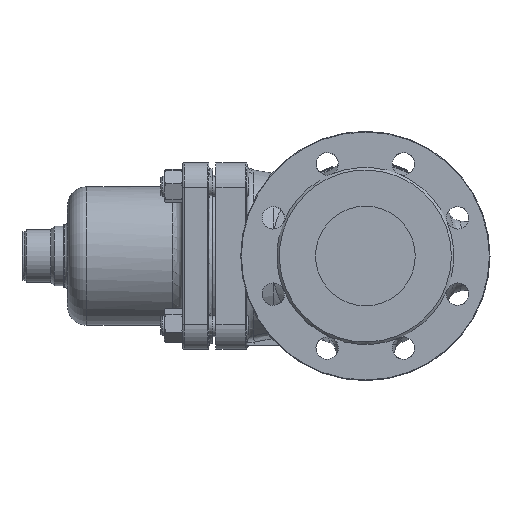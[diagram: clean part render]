
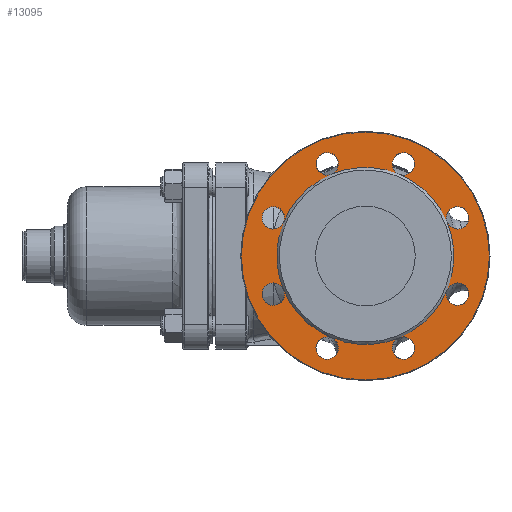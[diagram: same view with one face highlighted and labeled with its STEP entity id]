
A CAD part, left-side view. The second image highlights one B-rep face of the part: STEP entity #13095.
In plain terms, the highlighted planar face has unit normal (-1, 0, 0).
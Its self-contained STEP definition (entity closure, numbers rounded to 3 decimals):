
#108 = EDGE_CURVE ( 'NONE', #36879, #36879, #26008, .T. ) ;
#137 = DIRECTION ( 'NONE',  ( -1., 0., 0. ) ) ;
#300 = DIRECTION ( 'NONE',  ( -1., 0., 0. ) ) ;
#734 = EDGE_CURVE ( 'NONE', #14560, #14560, #24369, .T. ) ;
#971 = EDGE_CURVE ( 'NONE', #10366, #17735, #15795, .T. ) ;
#1053 = CARTESIAN_POINT ( 'NONE',  ( -153., -73.91, 30.615 ) ) ;
#1061 = DIRECTION ( 'NONE',  ( 0., -1., 0. ) ) ;
#1300 = VERTEX_POINT ( 'NONE', #24036 ) ;
#1367 = AXIS2_PLACEMENT_3D ( 'NONE', #29923, #13505, #23827 ) ;
#2071 = AXIS2_PLACEMENT_3D ( 'NONE', #29498, #29043, #43013 ) ;
#2229 = CARTESIAN_POINT ( 'NONE',  ( -153., 0., 0. ) ) ;
#2298 = CARTESIAN_POINT ( 'NONE',  ( -153., -65.595, 27.171 ) ) ;
#2489 = DIRECTION ( 'NONE',  ( -1., 0., 0. ) ) ;
#3869 = AXIS2_PLACEMENT_3D ( 'NONE', #23035, #36746, #5960 ) ;
#4593 = DIRECTION ( 'NONE',  ( -1., 0., 0. ) ) ;
#4668 = FACE_OUTER_BOUND ( 'NONE', #14633, .T. ) ;
#4681 = VERTEX_POINT ( 'NONE', #12145 ) ;
#4828 = DIRECTION ( 'NONE',  ( -1., 0., 0. ) ) ;
#5960 = DIRECTION ( 'NONE',  ( 0., 0.707, -0.707 ) ) ;
#6447 = EDGE_CURVE ( 'NONE', #41188, #41188, #8611, .T. ) ;
#6492 = DIRECTION ( 'NONE',  ( -1., 0., 0. ) ) ;
#6501 = ORIENTED_EDGE ( 'NONE', *, *, #6447, .F. ) ;
#6516 = CARTESIAN_POINT ( 'NONE',  ( -153., 27.171, -65.595 ) ) ;
#6548 = ORIENTED_EDGE ( 'NONE', *, *, #24555, .F. ) ;
#6700 = EDGE_CURVE ( 'NONE', #37136, #37136, #19506, .T. ) ;
#6869 = EDGE_CURVE ( 'NONE', #41188, #4681, #15170, .T. ) ;
#7865 = AXIS2_PLACEMENT_3D ( 'NONE', #1053, #39046, #8428 ) ;
#7938 = EDGE_CURVE ( 'NONE', #4681, #14560, #32955, .T. ) ;
#8428 = DIRECTION ( 'NONE',  ( 0., 1., 0. ) ) ;
#8476 = CIRCLE ( 'NONE', #1367, 71. ) ;
#8611 = CIRCLE ( 'NONE', #35224, 9. ) ;
#9538 = ORIENTED_EDGE ( 'NONE', *, *, #108, .T. ) ;
#10366 = VERTEX_POINT ( 'NONE', #28328 ) ;
#10474 = VERTEX_POINT ( 'NONE', #6516 ) ;
#10797 = CARTESIAN_POINT ( 'NONE',  ( -153., 30.615, -73.91 ) ) ;
#11204 = CARTESIAN_POINT ( 'NONE',  ( -153., -73.91, -30.615 ) ) ;
#11295 = CARTESIAN_POINT ( 'NONE',  ( -153., 0., 0. ) ) ;
#12096 = DIRECTION ( 'NONE',  ( 0., -1., 0. ) ) ;
#12145 = CARTESIAN_POINT ( 'NONE',  ( -153., -65.595, -27.171 ) ) ;
#12167 = AXIS2_PLACEMENT_3D ( 'NONE', #23191, #43647, #39409 ) ;
#12327 = DIRECTION ( 'NONE',  ( 0., -0.707, -0.707 ) ) ;
#13095 = ADVANCED_FACE ( 'NONE', ( #4668, #35457 ), #42409, .T. ) ;
#13197 = CIRCLE ( 'NONE', #30431, 71. ) ;
#13505 = DIRECTION ( 'NONE',  ( -1., 0., 0. ) ) ;
#14552 = CARTESIAN_POINT ( 'NONE',  ( -153., 0., 0. ) ) ;
#14560 = VERTEX_POINT ( 'NONE', #2298 ) ;
#14633 = EDGE_LOOP ( 'NONE', ( #9538 ) ) ;
#15015 = ORIENTED_EDGE ( 'NONE', *, *, #734, .F. ) ;
#15170 = CIRCLE ( 'NONE', #40288, 71. ) ;
#15794 = CIRCLE ( 'NONE', #41648, 71. ) ;
#15795 = CIRCLE ( 'NONE', #17946, 71. ) ;
#15870 = AXIS2_PLACEMENT_3D ( 'NONE', #35058, #35272, #32124 ) ;
#17444 = CIRCLE ( 'NONE', #38264, 9. ) ;
#17735 = VERTEX_POINT ( 'NONE', #44283 ) ;
#17946 = AXIS2_PLACEMENT_3D ( 'NONE', #11295, #4828, #25255 ) ;
#18625 = DIRECTION ( 'NONE',  ( -1., 0., 0. ) ) ;
#19506 = CIRCLE ( 'NONE', #15870, 9. ) ;
#19896 = ORIENTED_EDGE ( 'NONE', *, *, #6700, .F. ) ;
#20253 = DIRECTION ( 'NONE',  ( 0., -1., 0. ) ) ;
#20860 = CIRCLE ( 'NONE', #12167, 71. ) ;
#20884 = EDGE_CURVE ( 'NONE', #37136, #10474, #20860, .T. ) ;
#21038 = CIRCLE ( 'NONE', #35400, 9. ) ;
#21470 = DIRECTION ( 'NONE',  ( -1., 0., 0. ) ) ;
#21739 = ORIENTED_EDGE ( 'NONE', *, *, #20884, .F. ) ;
#23026 = EDGE_LOOP ( 'NONE', ( #39403, #26409, #37957, #31923, #33013, #30214, #25398, #15015, #26212, #31193, #28684, #6501, #34652, #6548, #21739, #19896 ) ) ;
#23035 = CARTESIAN_POINT ( 'NONE',  ( -153., -30.615, 73.91 ) ) ;
#23143 = CARTESIAN_POINT ( 'NONE',  ( -153., 0., 0. ) ) ;
#23191 = CARTESIAN_POINT ( 'NONE',  ( -153., 0., 0. ) ) ;
#23552 = AXIS2_PLACEMENT_3D ( 'NONE', #34735, #21470, #28625 ) ;
#23827 = DIRECTION ( 'NONE',  ( 0., -1., 0. ) ) ;
#24036 = CARTESIAN_POINT ( 'NONE',  ( -153., 65.595, 27.171 ) ) ;
#24093 = EDGE_CURVE ( 'NONE', #10474, #41188, #13197, .T. ) ;
#24131 = DIRECTION ( 'NONE',  ( 0., 0., 1. ) ) ;
#24369 = CIRCLE ( 'NONE', #7865, 9. ) ;
#24545 = DIRECTION ( 'NONE',  ( 0., -0.707, 0.707 ) ) ;
#24555 = EDGE_CURVE ( 'NONE', #10474, #10474, #17444, .T. ) ;
#25255 = DIRECTION ( 'NONE',  ( 0., -1., 0. ) ) ;
#25398 = ORIENTED_EDGE ( 'NONE', *, *, #26778, .F. ) ;
#26008 = CIRCLE ( 'NONE', #43250, 99.5 ) ;
#26212 = ORIENTED_EDGE ( 'NONE', *, *, #7938, .F. ) ;
#26277 = EDGE_CURVE ( 'NONE', #17735, #17735, #42940, .T. ) ;
#26409 = ORIENTED_EDGE ( 'NONE', *, *, #36339, .F. ) ;
#26778 = EDGE_CURVE ( 'NONE', #14560, #10366, #8476, .T. ) ;
#27557 = CIRCLE ( 'NONE', #3869, 9. ) ;
#27742 = EDGE_CURVE ( 'NONE', #1300, #37136, #15794, .T. ) ;
#27868 = EDGE_CURVE ( 'NONE', #17735, #1300, #35176, .T. ) ;
#28328 = CARTESIAN_POINT ( 'NONE',  ( -153., -27.171, 65.595 ) ) ;
#28625 = DIRECTION ( 'NONE',  ( 0., 0., -1. ) ) ;
#28684 = ORIENTED_EDGE ( 'NONE', *, *, #6869, .F. ) ;
#28694 = EDGE_CURVE ( 'NONE', #4681, #4681, #38794, .T. ) ;
#28784 = CARTESIAN_POINT ( 'NONE',  ( -153., -27.171, -65.595 ) ) ;
#29043 = DIRECTION ( 'NONE',  ( -1., 0., 0. ) ) ;
#29498 = CARTESIAN_POINT ( 'NONE',  ( -153., 0., 0. ) ) ;
#29923 = CARTESIAN_POINT ( 'NONE',  ( -153., 0., 0. ) ) ;
#30190 = AXIS2_PLACEMENT_3D ( 'NONE', #11204, #31937, #38006 ) ;
#30214 = ORIENTED_EDGE ( 'NONE', *, *, #31723, .F. ) ;
#30320 = CARTESIAN_POINT ( 'NONE',  ( -153., 0., 0. ) ) ;
#30431 = AXIS2_PLACEMENT_3D ( 'NONE', #40831, #137, #34301 ) ;
#31193 = ORIENTED_EDGE ( 'NONE', *, *, #28694, .F. ) ;
#31723 = EDGE_CURVE ( 'NONE', #10366, #10366, #27557, .T. ) ;
#31923 = ORIENTED_EDGE ( 'NONE', *, *, #26277, .F. ) ;
#31937 = DIRECTION ( 'NONE',  ( -1., 0., 0. ) ) ;
#32124 = DIRECTION ( 'NONE',  ( 0., -1., 0. ) ) ;
#32359 = DIRECTION ( 'NONE',  ( 0., -1., 0. ) ) ;
#32955 = CIRCLE ( 'NONE', #2071, 71. ) ;
#33013 = ORIENTED_EDGE ( 'NONE', *, *, #971, .F. ) ;
#34301 = DIRECTION ( 'NONE',  ( 0., -1., 0. ) ) ;
#34652 = ORIENTED_EDGE ( 'NONE', *, *, #24093, .F. ) ;
#34735 = CARTESIAN_POINT ( 'NONE',  ( -153., 30.615, 73.91 ) ) ;
#35058 = CARTESIAN_POINT ( 'NONE',  ( -153., 73.91, -30.615 ) ) ;
#35176 = CIRCLE ( 'NONE', #37319, 71. ) ;
#35224 = AXIS2_PLACEMENT_3D ( 'NONE', #35378, #4593, #24131 ) ;
#35272 = DIRECTION ( 'NONE',  ( -1., 0., 0. ) ) ;
#35378 = CARTESIAN_POINT ( 'NONE',  ( -153., -30.615, -73.91 ) ) ;
#35400 = AXIS2_PLACEMENT_3D ( 'NONE', #42488, #42941, #12327 ) ;
#35457 = FACE_BOUND ( 'NONE', #23026, .T. ) ;
#36339 = EDGE_CURVE ( 'NONE', #1300, #1300, #21038, .T. ) ;
#36486 = AXIS2_PLACEMENT_3D ( 'NONE', #14552, #38825, #1061 ) ;
#36746 = DIRECTION ( 'NONE',  ( -1., 0., 0. ) ) ;
#36861 = DIRECTION ( 'NONE',  ( -1., 0., 0. ) ) ;
#36879 = VERTEX_POINT ( 'NONE', #44053 ) ;
#37136 = VERTEX_POINT ( 'NONE', #42329 ) ;
#37319 = AXIS2_PLACEMENT_3D ( 'NONE', #30320, #6492, #20253 ) ;
#37509 = CARTESIAN_POINT ( 'NONE',  ( -153., 0., 0. ) ) ;
#37727 = DIRECTION ( 'NONE',  ( 0., -1., 0. ) ) ;
#37957 = ORIENTED_EDGE ( 'NONE', *, *, #27868, .F. ) ;
#38006 = DIRECTION ( 'NONE',  ( 0., 0.707, 0.707 ) ) ;
#38264 = AXIS2_PLACEMENT_3D ( 'NONE', #10797, #300, #24545 ) ;
#38794 = CIRCLE ( 'NONE', #30190, 9. ) ;
#38825 = DIRECTION ( 'NONE',  ( -1., 0., 0. ) ) ;
#39046 = DIRECTION ( 'NONE',  ( -1., 0., 0. ) ) ;
#39403 = ORIENTED_EDGE ( 'NONE', *, *, #27742, .F. ) ;
#39409 = DIRECTION ( 'NONE',  ( 0., -1., 0. ) ) ;
#40288 = AXIS2_PLACEMENT_3D ( 'NONE', #23143, #36861, #12096 ) ;
#40831 = CARTESIAN_POINT ( 'NONE',  ( -153., 0., 0. ) ) ;
#41188 = VERTEX_POINT ( 'NONE', #28784 ) ;
#41648 = AXIS2_PLACEMENT_3D ( 'NONE', #37509, #2489, #37727 ) ;
#42329 = CARTESIAN_POINT ( 'NONE',  ( -153., 65.595, -27.171 ) ) ;
#42409 = PLANE ( 'NONE',  #36486 ) ;
#42488 = CARTESIAN_POINT ( 'NONE',  ( -153., 73.91, 30.615 ) ) ;
#42940 = CIRCLE ( 'NONE', #23552, 9. ) ;
#42941 = DIRECTION ( 'NONE',  ( -1., 0., 0. ) ) ;
#43013 = DIRECTION ( 'NONE',  ( 0., -1., 0. ) ) ;
#43250 = AXIS2_PLACEMENT_3D ( 'NONE', #2229, #18625, #32359 ) ;
#43647 = DIRECTION ( 'NONE',  ( -1., 0., 0. ) ) ;
#44053 = CARTESIAN_POINT ( 'NONE',  ( -153., -99.5, 0. ) ) ;
#44283 = CARTESIAN_POINT ( 'NONE',  ( -153., 27.171, 65.595 ) ) ;
